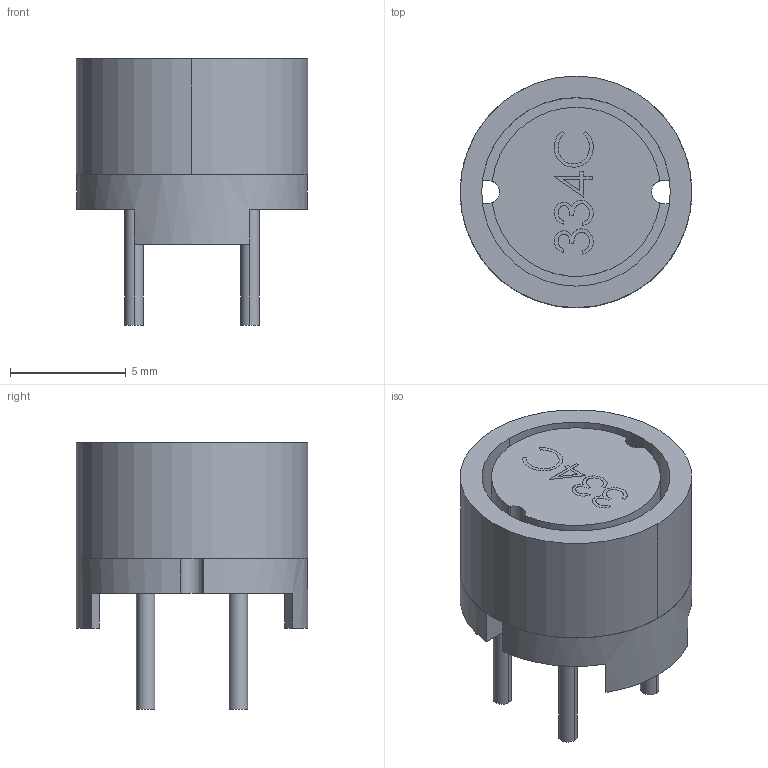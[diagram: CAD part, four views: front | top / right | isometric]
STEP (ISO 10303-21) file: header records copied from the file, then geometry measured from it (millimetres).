
FILE_DESCRIPTION (( 'STEP AP214' ), '1' );
FILE_NAME ('mps_mag_1200LRS_thd_a.STEP', '2014-12-05T06:55:05', ( '微软用户' ), ( '微软中国' ), 'SwSTEP 2.0', 'SolidWorks 2013', '' );
FILE_SCHEMA (( 'AUTOMOTIVE_DESIGN' ));
Length unit declared in the file: millimetre
Products named in the file (1): mps_mag_1200LRS_thd_a
Bounding box: 10 x 10 x 11.5 mm (x, y, z)
Volume: 403.2 mm3; surface area: 753.9 mm2
Topology: 2 solids, 2 shells, 113 faces, 294 edges, 196 vertices
Faces by surface type: plane 48, bspline 37, cylinder 28
Entity records: 6641 total; most frequent: CARTESIAN_POINT 2777, ORIENTED_EDGE 588, DIRECTION 434, EDGE_CURVE 294, VERTEX_POINT 196, VECTOR 160, LINE 160, AXIS2_PLACEMENT_3D 137
